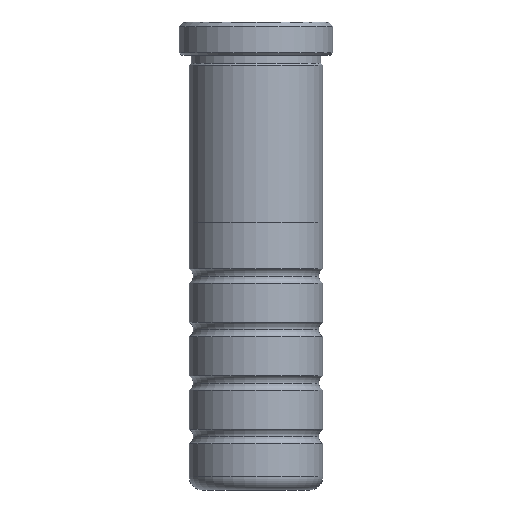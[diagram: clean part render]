
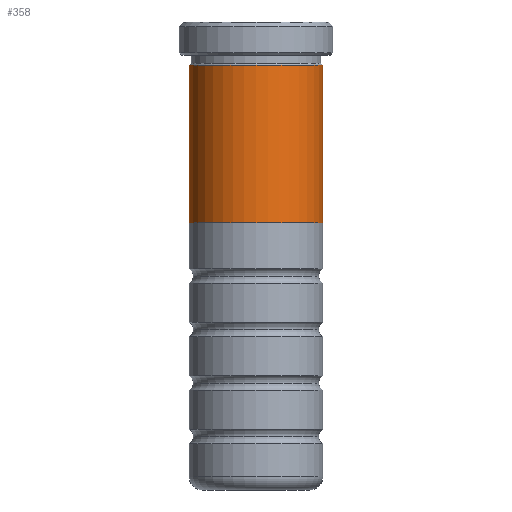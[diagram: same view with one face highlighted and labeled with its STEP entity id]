
A CAD part, front view. The second image highlights one B-rep face of the part: STEP entity #358.
In plain terms, the highlighted cylindrical face has radius 10.005 mm (diameter 20.01 mm), a partial arc.
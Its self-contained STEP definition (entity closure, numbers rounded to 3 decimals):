
#8 = ORIENTED_EDGE ( 'NONE', *, *, #1022, .F. ) ;
#26 = CARTESIAN_POINT ( 'NONE',  ( 10.005, 0., 63.5 ) ) ;
#48 = EDGE_CURVE ( 'NONE', #1769, #2028, #1670, .T. ) ;
#102 = DIRECTION ( 'NONE',  ( 0., 0., 1. ) ) ;
#170 = AXIS2_PLACEMENT_3D ( 'NONE', #283, #102, #1711 ) ;
#206 = CARTESIAN_POINT ( 'NONE',  ( -10.005, 0., 40. ) ) ;
#236 = DIRECTION ( 'NONE',  ( 0., 0., 1. ) ) ;
#283 = CARTESIAN_POINT ( 'NONE',  ( 0., 0., 63.5 ) ) ;
#290 = CIRCLE ( 'NONE', #1759, 10.005 ) ;
#312 = LINE ( 'NONE', #1208, #1986 ) ;
#358 = ADVANCED_FACE ( 'NONE', ( #1216 ), #1441, .T. ) ;
#467 = VERTEX_POINT ( 'NONE', #757 ) ;
#537 = CARTESIAN_POINT ( 'NONE',  ( 0., 0., 40. ) ) ;
#560 = DIRECTION ( 'NONE',  ( 0., 0., 1. ) ) ;
#567 = CARTESIAN_POINT ( 'NONE',  ( 0., 0., 63.5 ) ) ;
#578 = DIRECTION ( 'NONE',  ( 1., 0., 0. ) ) ;
#650 = ORIENTED_EDGE ( 'NONE', *, *, #48, .F. ) ;
#675 = CARTESIAN_POINT ( 'NONE',  ( -10.005, 0., 63.5 ) ) ;
#705 = DIRECTION ( 'NONE',  ( 1., 0., 0. ) ) ;
#757 = CARTESIAN_POINT ( 'NONE',  ( 10.005, 0., 40. ) ) ;
#876 = EDGE_CURVE ( 'NONE', #467, #2028, #1000, .T. ) ;
#898 = EDGE_LOOP ( 'NONE', ( #8, #2113, #1733, #650 ) ) ;
#1000 = LINE ( 'NONE', #26, #1430 ) ;
#1022 = EDGE_CURVE ( 'NONE', #1915, #1769, #312, .T. ) ;
#1056 = CARTESIAN_POINT ( 'NONE',  ( 10.005, 0., 63.5 ) ) ;
#1159 = DIRECTION ( 'NONE',  ( 0., 0., 1. ) ) ;
#1208 = CARTESIAN_POINT ( 'NONE',  ( -10.005, 0., 63.5 ) ) ;
#1216 = FACE_OUTER_BOUND ( 'NONE', #898, .T. ) ;
#1290 = EDGE_CURVE ( 'NONE', #1915, #467, #290, .T. ) ;
#1336 = AXIS2_PLACEMENT_3D ( 'NONE', #567, #560, #578 ) ;
#1430 = VECTOR ( 'NONE', #1159, 1000. ) ;
#1441 = CYLINDRICAL_SURFACE ( 'NONE', #170, 10.005 ) ;
#1664 = DIRECTION ( 'NONE',  ( 0., 0., 1. ) ) ;
#1670 = CIRCLE ( 'NONE', #1336, 10.005 ) ;
#1711 = DIRECTION ( 'NONE',  ( 1., 0., 0. ) ) ;
#1733 = ORIENTED_EDGE ( 'NONE', *, *, #876, .T. ) ;
#1759 = AXIS2_PLACEMENT_3D ( 'NONE', #537, #1664, #705 ) ;
#1769 = VERTEX_POINT ( 'NONE', #675 ) ;
#1915 = VERTEX_POINT ( 'NONE', #206 ) ;
#1986 = VECTOR ( 'NONE', #236, 1000. ) ;
#2028 = VERTEX_POINT ( 'NONE', #1056 ) ;
#2113 = ORIENTED_EDGE ( 'NONE', *, *, #1290, .T. ) ;
